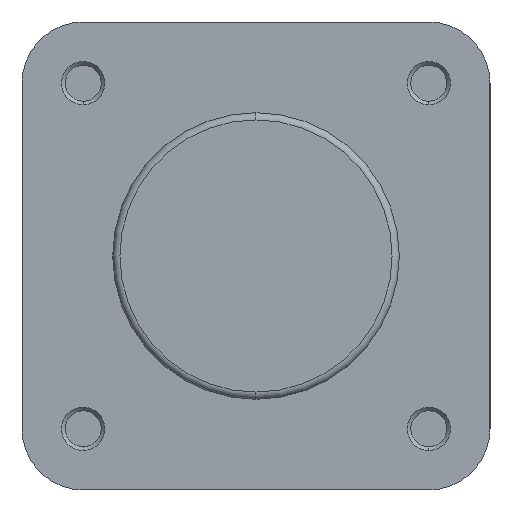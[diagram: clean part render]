
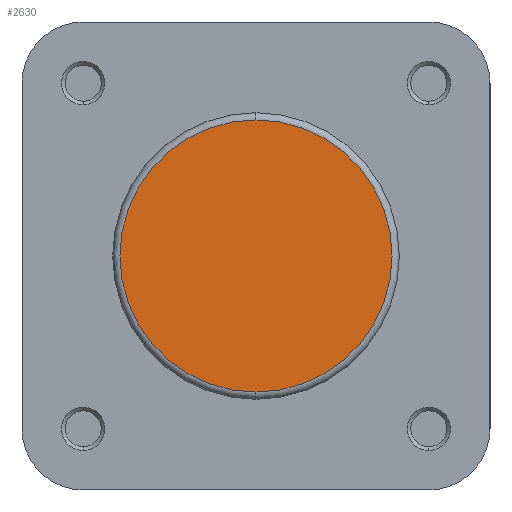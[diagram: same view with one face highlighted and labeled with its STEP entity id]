
A CAD part, left-side view. The second image highlights one B-rep face of the part: STEP entity #2630.
In plain terms, the highlighted planar face has unit normal (-1, 0, 0).
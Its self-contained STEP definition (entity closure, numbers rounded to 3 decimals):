
#244 = EDGE_LOOP ( 'NONE', ( #4541, #4720 ) ) ;
#315 = FACE_OUTER_BOUND ( 'NONE', #244, .T. ) ;
#739 = CIRCLE ( 'NONE', #1021, 18.9 ) ;
#840 = CIRCLE ( 'NONE', #1062, 18.9 ) ;
#1021 = AXIS2_PLACEMENT_3D ( 'NONE', #4120, #4117, #4116 ) ;
#1062 = AXIS2_PLACEMENT_3D ( 'NONE', #1395, #1400, #1401 ) ;
#1395 = CARTESIAN_POINT ( 'NONE',  ( 21., 0., 0. ) ) ;
#1400 = DIRECTION ( 'NONE',  ( -1., 0., 0. ) ) ;
#1401 = DIRECTION ( 'NONE',  ( 0., 0., -1. ) ) ;
#2211 = CARTESIAN_POINT ( 'NONE',  ( 21., 0., -18.9 ) ) ;
#2212 = CARTESIAN_POINT ( 'NONE',  ( 21., 0., 18.9 ) ) ;
#2630 = ADVANCED_FACE ( 'NONE', ( #315 ), #3806, .F. ) ;
#3275 = AXIS2_PLACEMENT_3D ( 'NONE', #3803, #3797, #3796 ) ;
#3306 = EDGE_CURVE ( 'NONE', #4036, #4035, #739, .T. ) ;
#3375 = EDGE_CURVE ( 'NONE', #4035, #4036, #840, .T. ) ;
#3796 = DIRECTION ( 'NONE',  ( 0., 0., -1. ) ) ;
#3797 = DIRECTION ( 'NONE',  ( 1., 0., 0. ) ) ;
#3803 = CARTESIAN_POINT ( 'NONE',  ( 21., 19.9, 0. ) ) ;
#3806 = PLANE ( 'NONE',  #3275 ) ;
#4035 = VERTEX_POINT ( 'NONE', #2211 ) ;
#4036 = VERTEX_POINT ( 'NONE', #2212 ) ;
#4116 = DIRECTION ( 'NONE',  ( 0., 0., -1. ) ) ;
#4117 = DIRECTION ( 'NONE',  ( -1., 0., 0. ) ) ;
#4120 = CARTESIAN_POINT ( 'NONE',  ( 21., 0., 0. ) ) ;
#4541 = ORIENTED_EDGE ( 'NONE', *, *, #3375, .T. ) ;
#4720 = ORIENTED_EDGE ( 'NONE', *, *, #3306, .T. ) ;
